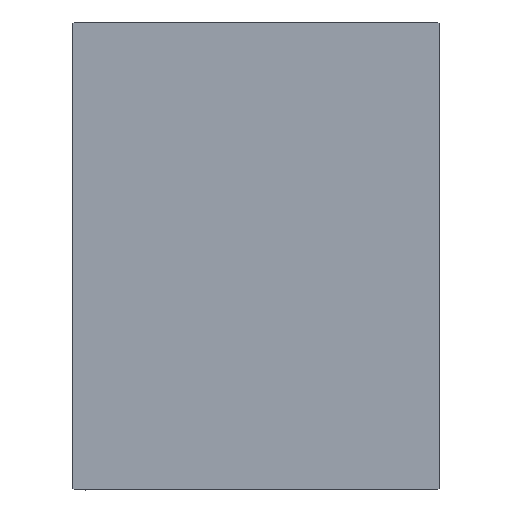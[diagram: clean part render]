
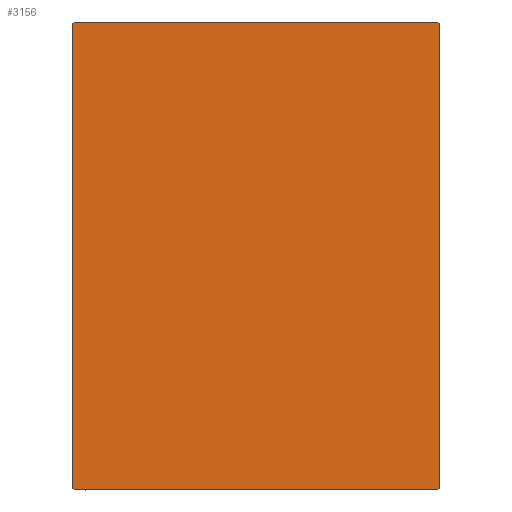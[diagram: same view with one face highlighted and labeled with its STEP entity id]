
A CAD part, left-side view. The second image highlights one B-rep face of the part: STEP entity #3156.
In plain terms, the highlighted face is planar.
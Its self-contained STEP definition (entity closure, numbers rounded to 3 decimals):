
#116 = VECTOR ( 'NONE', #41062, 1000. ) ;
#261 = VECTOR ( 'NONE', #36782, 1000. ) ;
#860 = DIRECTION ( 'NONE',  ( 1., 0., 0. ) ) ;
#1646 = DIRECTION ( 'NONE',  ( 0., 0., 1. ) ) ;
#1709 = CARTESIAN_POINT ( 'NONE',  ( 108., 0., 0. ) ) ;
#2469 = CARTESIAN_POINT ( 'NONE',  ( 108., -45., 57.5 ) ) ;
#2478 = VERTEX_POINT ( 'NONE', #30238 ) ;
#2717 = CARTESIAN_POINT ( 'NONE',  ( 108., -51.1, 51.1 ) ) ;
#2890 = VECTOR ( 'NONE', #40484, 1000. ) ;
#3052 = LINE ( 'NONE', #9775, #39828 ) ;
#3156 = ADVANCED_FACE ( 'NONE', ( #17336 ), #11462, .T. ) ;
#4256 = LINE ( 'NONE', #13809, #22476 ) ;
#4317 = DIRECTION ( 'NONE',  ( 0., 0., -1. ) ) ;
#6047 = EDGE_CURVE ( 'NONE', #42249, #2478, #7856, .T. ) ;
#6911 = ORIENTED_EDGE ( 'NONE', *, *, #41627, .T. ) ;
#7449 = EDGE_LOOP ( 'NONE', ( #30495, #10642, #23844, #14644, #24323, #40295, #6911, #18274 ) ) ;
#7856 = LINE ( 'NONE', #30861, #116 ) ;
#8514 = VERTEX_POINT ( 'NONE', #18014 ) ;
#9775 = CARTESIAN_POINT ( 'NONE',  ( 108., 51.1, 51.1 ) ) ;
#10250 = CARTESIAN_POINT ( 'NONE',  ( 108., -45., -57.2 ) ) ;
#10642 = ORIENTED_EDGE ( 'NONE', *, *, #26661, .T. ) ;
#10736 = LINE ( 'NONE', #13994, #2890 ) ;
#11462 = PLANE ( 'NONE',  #21529 ) ;
#12439 = LINE ( 'NONE', #2469, #34522 ) ;
#12472 = DIRECTION ( 'NONE',  ( 0., -0.707, -0.707 ) ) ;
#12697 = VERTEX_POINT ( 'NONE', #21952 ) ;
#12813 = EDGE_CURVE ( 'NONE', #15675, #42249, #3052, .T. ) ;
#13705 = VERTEX_POINT ( 'NONE', #32633 ) ;
#13809 = CARTESIAN_POINT ( 'NONE',  ( 108., -45., -57.5 ) ) ;
#13994 = CARTESIAN_POINT ( 'NONE',  ( 108., -51.1, -51.1 ) ) ;
#14594 = VERTEX_POINT ( 'NONE', #10250 ) ;
#14644 = ORIENTED_EDGE ( 'NONE', *, *, #12813, .T. ) ;
#15596 = EDGE_CURVE ( 'NONE', #14594, #39408, #10736, .T. ) ;
#15675 = VERTEX_POINT ( 'NONE', #30919 ) ;
#16241 = VECTOR ( 'NONE', #12472, 1000. ) ;
#17336 = FACE_OUTER_BOUND ( 'NONE', #7449, .T. ) ;
#18014 = CARTESIAN_POINT ( 'NONE',  ( 108., 45., -57.2 ) ) ;
#18274 = ORIENTED_EDGE ( 'NONE', *, *, #15596, .T. ) ;
#20313 = DIRECTION ( 'NONE',  ( 0., 1., 0. ) ) ;
#21505 = CARTESIAN_POINT ( 'NONE',  ( 108., -44.7, -57.5 ) ) ;
#21529 = AXIS2_PLACEMENT_3D ( 'NONE', #1709, #860, #4317 ) ;
#21952 = CARTESIAN_POINT ( 'NONE',  ( 108., 44.7, -57.5 ) ) ;
#22476 = VECTOR ( 'NONE', #20313, 1000. ) ;
#23844 = ORIENTED_EDGE ( 'NONE', *, *, #31038, .T. ) ;
#24323 = ORIENTED_EDGE ( 'NONE', *, *, #6047, .T. ) ;
#25061 = LINE ( 'NONE', #30941, #39993 ) ;
#25251 = DIRECTION ( 'NONE',  ( 0., 0., -1. ) ) ;
#26661 = EDGE_CURVE ( 'NONE', #12697, #8514, #36349, .T. ) ;
#27465 = EDGE_CURVE ( 'NONE', #39408, #12697, #4256, .T. ) ;
#30238 = CARTESIAN_POINT ( 'NONE',  ( 108., -44.7, 57.5 ) ) ;
#30254 = CARTESIAN_POINT ( 'NONE',  ( 108., 51.1, -51.1 ) ) ;
#30495 = ORIENTED_EDGE ( 'NONE', *, *, #27465, .T. ) ;
#30861 = CARTESIAN_POINT ( 'NONE',  ( 108., 45., 57.5 ) ) ;
#30919 = CARTESIAN_POINT ( 'NONE',  ( 108., 45., 57.2 ) ) ;
#30941 = CARTESIAN_POINT ( 'NONE',  ( 108., 45., -57.5 ) ) ;
#31038 = EDGE_CURVE ( 'NONE', #8514, #15675, #25061, .T. ) ;
#32633 = CARTESIAN_POINT ( 'NONE',  ( 108., -45., 57.2 ) ) ;
#33004 = DIRECTION ( 'NONE',  ( 0., -0.707, 0.707 ) ) ;
#34337 = EDGE_CURVE ( 'NONE', #2478, #13705, #35930, .T. ) ;
#34522 = VECTOR ( 'NONE', #25251, 1000. ) ;
#35930 = LINE ( 'NONE', #2717, #16241 ) ;
#36349 = LINE ( 'NONE', #30254, #261 ) ;
#36782 = DIRECTION ( 'NONE',  ( 0., 0.707, 0.707 ) ) ;
#38834 = CARTESIAN_POINT ( 'NONE',  ( 108., 44.7, 57.5 ) ) ;
#39408 = VERTEX_POINT ( 'NONE', #21505 ) ;
#39828 = VECTOR ( 'NONE', #33004, 1000. ) ;
#39993 = VECTOR ( 'NONE', #1646, 1000. ) ;
#40295 = ORIENTED_EDGE ( 'NONE', *, *, #34337, .T. ) ;
#40484 = DIRECTION ( 'NONE',  ( 0., 0.707, -0.707 ) ) ;
#41062 = DIRECTION ( 'NONE',  ( 0., -1., 0. ) ) ;
#41627 = EDGE_CURVE ( 'NONE', #13705, #14594, #12439, .T. ) ;
#42249 = VERTEX_POINT ( 'NONE', #38834 ) ;
